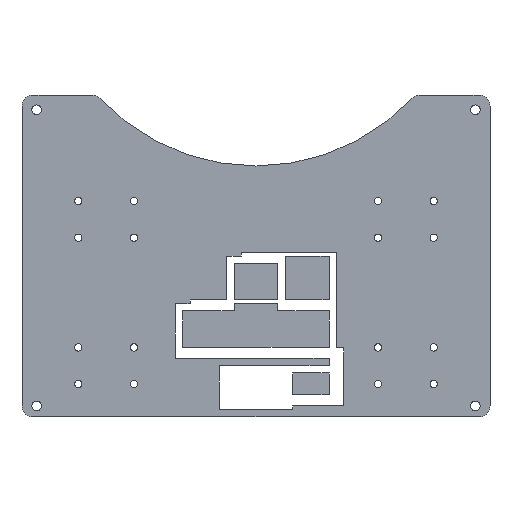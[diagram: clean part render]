
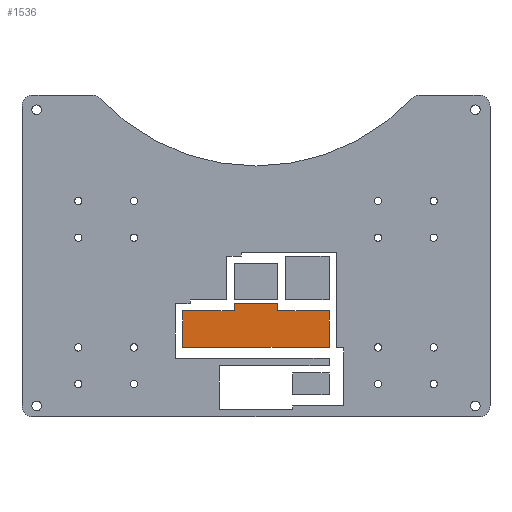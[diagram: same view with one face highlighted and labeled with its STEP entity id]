
A CAD part, front view. The second image highlights one B-rep face of the part: STEP entity #1536.
In plain terms, the highlighted planar face has unit normal (0, -1, 0).
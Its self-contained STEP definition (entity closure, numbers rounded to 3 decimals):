
#159=FACE_OUTER_BOUND('',#241,.T.);
#241=EDGE_LOOP('',(#1090,#1091,#1092,#1093,#1094,#1095,#1096,#1097));
#379=LINE('',#2257,#541);
#380=LINE('',#2259,#542);
#381=LINE('',#2261,#543);
#382=LINE('',#2263,#544);
#383=LINE('',#2265,#545);
#384=LINE('',#2267,#546);
#385=LINE('',#2269,#547);
#386=LINE('',#2270,#548);
#541=VECTOR('',#1816,10.);
#542=VECTOR('',#1817,10.);
#543=VECTOR('',#1818,10.);
#544=VECTOR('',#1819,10.);
#545=VECTOR('',#1820,10.);
#546=VECTOR('',#1821,10.);
#547=VECTOR('',#1822,10.);
#548=VECTOR('',#1823,10.);
#694=VERTEX_POINT('',#2255);
#695=VERTEX_POINT('',#2256);
#696=VERTEX_POINT('',#2258);
#697=VERTEX_POINT('',#2260);
#698=VERTEX_POINT('',#2262);
#699=VERTEX_POINT('',#2264);
#700=VERTEX_POINT('',#2266);
#701=VERTEX_POINT('',#2268);
#847=EDGE_CURVE('',#694,#695,#379,.T.);
#848=EDGE_CURVE('',#695,#696,#380,.T.);
#849=EDGE_CURVE('',#696,#697,#381,.T.);
#850=EDGE_CURVE('',#697,#698,#382,.T.);
#851=EDGE_CURVE('',#698,#699,#383,.T.);
#852=EDGE_CURVE('',#699,#700,#384,.T.);
#853=EDGE_CURVE('',#700,#701,#385,.T.);
#854=EDGE_CURVE('',#701,#694,#386,.T.);
#1090=ORIENTED_EDGE('',*,*,#847,.T.);
#1091=ORIENTED_EDGE('',*,*,#848,.T.);
#1092=ORIENTED_EDGE('',*,*,#849,.T.);
#1093=ORIENTED_EDGE('',*,*,#850,.T.);
#1094=ORIENTED_EDGE('',*,*,#851,.T.);
#1095=ORIENTED_EDGE('',*,*,#852,.T.);
#1096=ORIENTED_EDGE('',*,*,#853,.T.);
#1097=ORIENTED_EDGE('',*,*,#854,.T.);
#1481=PLANE('',#1636);
#1536=ADVANCED_FACE('',(#159),#1481,.F.);
#1636=AXIS2_PLACEMENT_3D('',#2254,#1814,#1815);
#1814=DIRECTION('center_axis',(0.,1.,0.));
#1815=DIRECTION('ref_axis',(1.,0.,0.));
#1816=DIRECTION('',(0.,0.,-1.));
#1817=DIRECTION('',(-1.,0.,0.));
#1818=DIRECTION('',(0.,0.,-1.));
#1819=DIRECTION('',(1.,0.,0.));
#1820=DIRECTION('',(0.,0.,1.));
#1821=DIRECTION('',(-1.,0.,0.));
#1822=DIRECTION('',(0.,0.,1.));
#1823=DIRECTION('',(-1.,0.,0.));
#2254=CARTESIAN_POINT('Origin',(0.,0.,0.));
#2255=CARTESIAN_POINT('',(-30.,0.,-65.));
#2256=CARTESIAN_POINT('',(-30.,0.,-75.));
#2257=CARTESIAN_POINT('',(-30.,0.,-37.5));
#2258=CARTESIAN_POINT('',(-100.093,0.,-75.));
#2259=CARTESIAN_POINT('',(-50.046,0.,-75.));
#2260=CARTESIAN_POINT('',(-100.093,0.,-125.));
#2261=CARTESIAN_POINT('',(-100.093,0.,-62.5));
#2262=CARTESIAN_POINT('',(100.,0.,-125.));
#2263=CARTESIAN_POINT('',(50.,0.,-125.));
#2264=CARTESIAN_POINT('',(100.,0.,-75.));
#2265=CARTESIAN_POINT('',(100.,0.,-37.5));
#2266=CARTESIAN_POINT('',(30.,0.,-75.));
#2267=CARTESIAN_POINT('',(15.,0.,-75.));
#2268=CARTESIAN_POINT('',(30.,0.,-65.));
#2269=CARTESIAN_POINT('',(30.,0.,-32.5));
#2270=CARTESIAN_POINT('',(-15.,0.,-65.));
